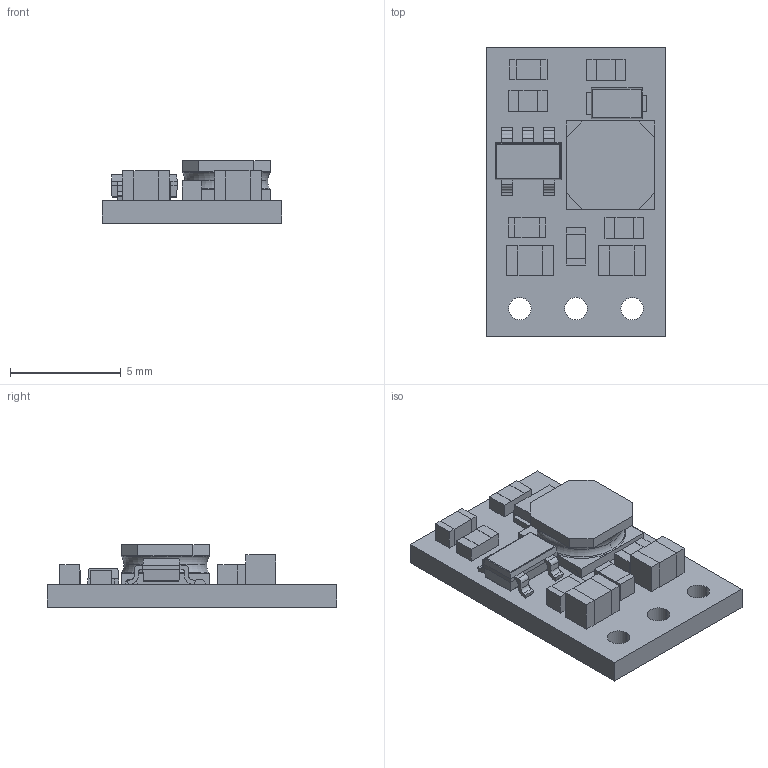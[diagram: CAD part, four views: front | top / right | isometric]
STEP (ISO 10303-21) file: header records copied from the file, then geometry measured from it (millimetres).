
FILE_DESCRIPTION (( 'STEP AP214' ), '1' );
FILE_NAME ('pololu-xv-step-up-voltage-regulator-u3v12fx.step', '2018-08-28T22:03:40', ( '' ), ( '' ), 'SwSTEP 2.0', 'SolidWorks 2016', '' );
FILE_SCHEMA (( 'AUTOMOTIVE_DESIGN' ));
Length unit declared in the file: millimetre
Products named in the file (1): pololu-xv-step-up-voltage-regulator-u3v12fx
Bounding box: 8.13 x 13.08 x 2.82 mm (x, y, z)
Volume: 153.1 mm3; surface area: 368.9 mm2
Topology: 1 solids, 1 shells, 617 faces, 1637 edges, 1065 vertices
Faces by surface type: plane 413, bspline 156, cylinder 42, torus 4, cone 2
Entity records: 31205 total; most frequent: CARTESIAN_POINT 10189, ORIENTED_EDGE 3274, DIRECTION 2272, EDGE_CURVE 1637, VECTOR 1184, LINE 1184, VERTEX_POINT 1065, EDGE_LOOP 678
